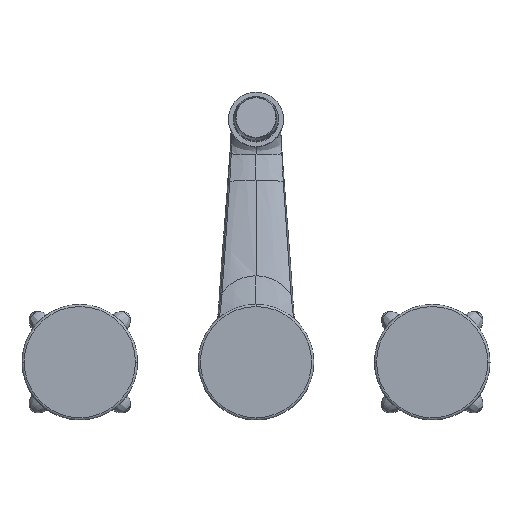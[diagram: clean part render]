
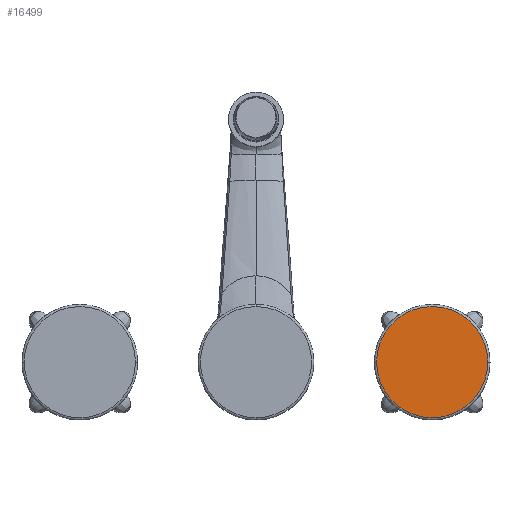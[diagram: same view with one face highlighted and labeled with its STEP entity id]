
A CAD part, front view. The second image highlights one B-rep face of the part: STEP entity #16499.
In plain terms, the highlighted planar face has unit normal (0, -1, 0).
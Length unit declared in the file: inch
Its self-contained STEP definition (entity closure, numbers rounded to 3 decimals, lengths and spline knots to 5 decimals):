
#10686=CARTESIAN_POINT('',(4.,0.,0.));
#10687=DIRECTION('',(0.,1.,0.));
#10688=DIRECTION('',(-1.,0.,0.));
#10689=AXIS2_PLACEMENT_3D('',#10686,#10687,#10688);
#10691=CARTESIAN_POINT('',(4.,0.,0.));
#10692=DIRECTION('',(0.,1.,0.));
#10693=DIRECTION('',(1.,0.,0.));
#10694=AXIS2_PLACEMENT_3D('',#10691,#10692,#10693);
#13066=CARTESIAN_POINT('',(2.7375,0.,0.));
#13067=CARTESIAN_POINT('',(5.2625,0.,0.));
#13068=VERTEX_POINT('',#13066);
#13069=VERTEX_POINT('',#13067);
#16490=CARTESIAN_POINT('',(4.,0.,0.));
#16491=DIRECTION('',(0.,1.,0.));
#16492=DIRECTION('',(-1.,0.,0.));
#16493=AXIS2_PLACEMENT_3D('',#16490,#16491,#16492);
#16494=PLANE('',#16493);
#16495=ORIENTED_EDGE('',*,*,#16482,.T.);
#16496=ORIENTED_EDGE('',*,*,#16470,.T.);
#16497=EDGE_LOOP('',(#16495,#16496));
#16498=FACE_OUTER_BOUND('',#16497,.F.);
#16499=ADVANCED_FACE('',(#16498),#16494,.F.);
#10690=CIRCLE('',#10689,1.2625);
#10695=CIRCLE('',#10694,1.2625);
#16470=EDGE_CURVE('',#13069,#13068,#10695,.T.);
#16482=EDGE_CURVE('',#13068,#13069,#10690,.T.);
